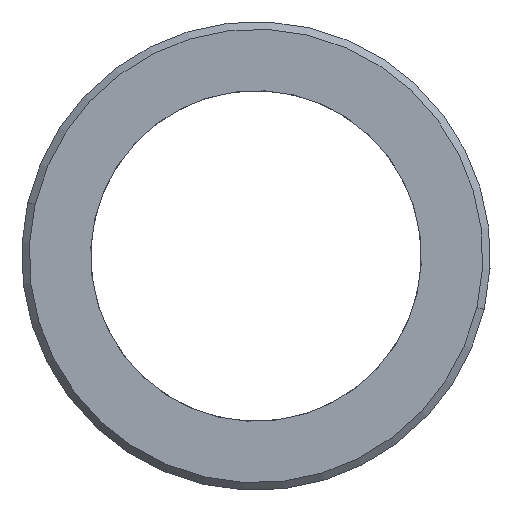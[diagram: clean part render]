
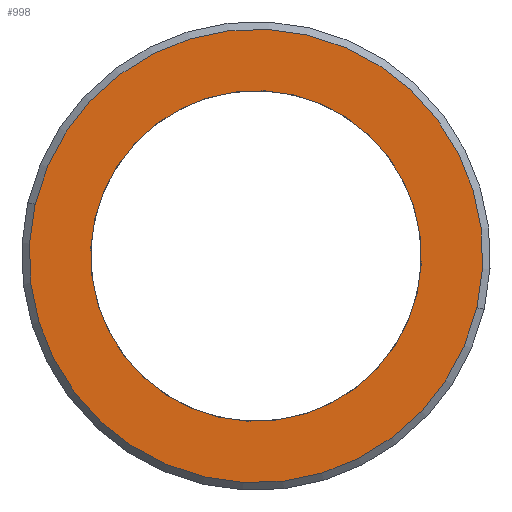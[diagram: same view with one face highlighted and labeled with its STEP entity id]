
A CAD part, left-side view. The second image highlights one B-rep face of the part: STEP entity #998.
In plain terms, the highlighted planar face has unit normal (-1, 0, 0).
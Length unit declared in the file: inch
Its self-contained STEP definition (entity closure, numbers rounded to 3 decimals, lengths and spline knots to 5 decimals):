
#510=CARTESIAN_POINT('',(0.0,0.441,0.0));
#511=VERTEX_POINT('',#510);
#520=CARTESIAN_POINT('',(0.0,-0.441,0.));
#521=VERTEX_POINT('',#520);
#522=CARTESIAN_POINT('',(0.0,0.0,0.0));
#523=DIRECTION('',(1.0,0.0,0.0));
#524=DIRECTION('',(0.0,1.0,0.0));
#525=AXIS2_PLACEMENT_3D('',#522,#523,#524);
#526=CIRCLE('',#525,0.441);
#527=EDGE_CURVE('',#521,#511,#526,.T.);
#774=CARTESIAN_POINT('',(0.0,-0.605,0.));
#775=VERTEX_POINT('',#774);
#782=CARTESIAN_POINT('',(0.0,0.605,0.));
#783=VERTEX_POINT('',#782);
#784=CARTESIAN_POINT('',(0.0,0.0,0.0));
#785=DIRECTION('',(1.0,0.0,0.0));
#786=DIRECTION('',(0.0,-1.0,0.0));
#787=AXIS2_PLACEMENT_3D('',#784,#785,#786);
#788=CIRCLE('',#787,0.605);
#789=EDGE_CURVE('',#775,#783,#788,.T.);
#951=CARTESIAN_POINT('',(0.0,0.0,0.0));
#952=DIRECTION('',(1.0,0.0,0.0));
#953=DIRECTION('',(0.0,-1.0,0.0));
#954=AXIS2_PLACEMENT_3D('',#951,#952,#953);
#955=CIRCLE('',#954,0.605);
#956=EDGE_CURVE('',#783,#775,#955,.T.);
#979=CARTESIAN_POINT('',(0.0,0.533,0.0));
#980=DIRECTION('',(-1.0,0.0,0.0));
#981=DIRECTION('',(0.0,0.0,1.0));
#982=AXIS2_PLACEMENT_3D('',#979,#980,#981);
#983=PLANE('',#982);
#984=ORIENTED_EDGE('',*,*,#956,.F.);
#985=ORIENTED_EDGE('',*,*,#789,.F.);
#986=EDGE_LOOP('',(#984,#985));
#987=FACE_OUTER_BOUND('',#986,.T.);
#988=CARTESIAN_POINT('',(0.0,0.0,0.0));
#989=DIRECTION('',(1.0,0.0,0.0));
#990=DIRECTION('',(0.0,1.0,0.0));
#991=AXIS2_PLACEMENT_3D('',#988,#989,#990);
#992=CIRCLE('',#991,0.441);
#993=EDGE_CURVE('',#511,#521,#992,.T.);
#994=ORIENTED_EDGE('',*,*,#993,.T.);
#995=ORIENTED_EDGE('',*,*,#527,.T.);
#996=EDGE_LOOP('',(#994,#995));
#997=FACE_BOUND('',#996,.T.);
#998=ADVANCED_FACE('',(#987,#997),#983,.T.);
